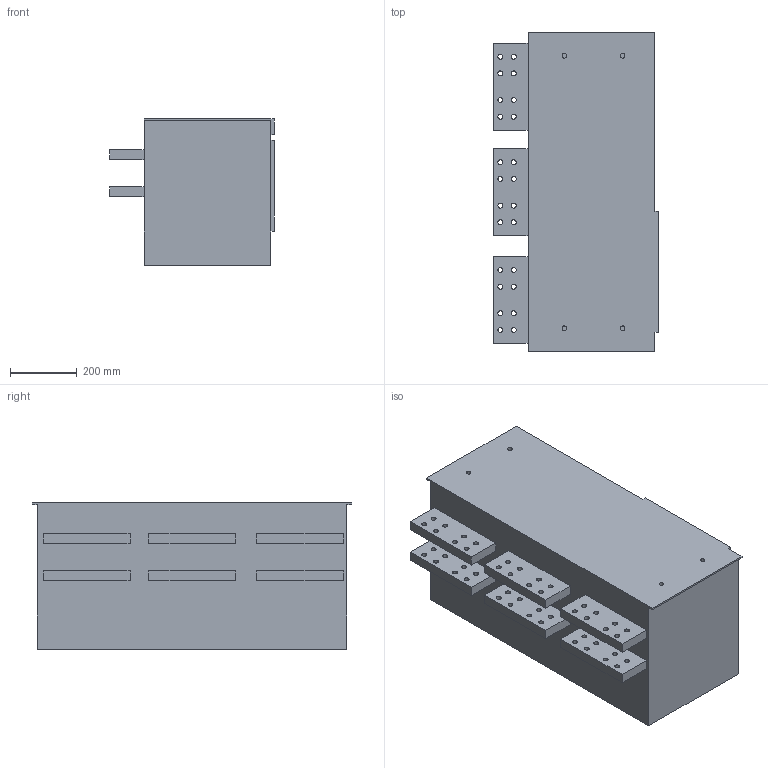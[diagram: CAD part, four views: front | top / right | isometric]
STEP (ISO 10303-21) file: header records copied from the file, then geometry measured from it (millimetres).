
FILE_DESCRIPTION((''),'2;1');
FILE_NAME('NA1-6300X-4-6300A-DRAW-OUT','2019-04-26T',('hyha'),(''),'CREO PARAMETRIC BY PTC INC, 2015480','CREO PARAMETRIC BY PTC INC, 2015480','');
FILE_SCHEMA(('AUTOMOTIVE_DESIGN { 1 0 10303 214 1 1 1 1 }'));
Length unit declared in the file: millimetre
Products named in the file (1): NA1-6300X-4-6300A-DRAW-OUT
Bounding box: 494 x 958 x 439 mm (x, y, z)
Volume: 160982980.4 mm3; surface area: 2315109.7 mm2
Topology: 1 solids, 1 shells, 157 faces, 432 edges, 288 vertices
Faces by surface type: cylinder 104, plane 53
Entity records: 5354 total; most frequent: DIRECTION 954, CARTESIAN_POINT 879, ORIENTED_EDGE 864, EDGE_CURVE 432, AXIS2_PLACEMENT_3D 365, VERTEX_POINT 288, EDGE_LOOP 264, VECTOR 224
